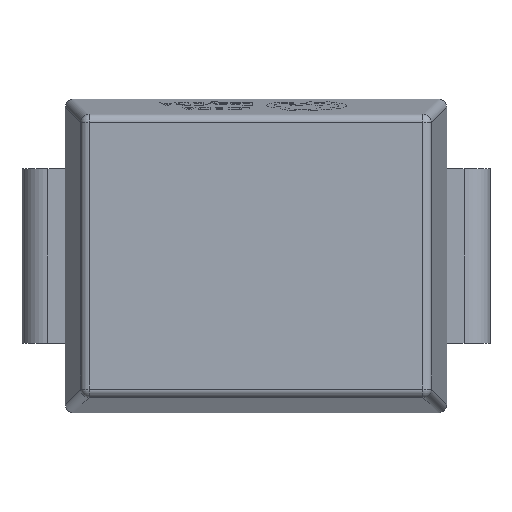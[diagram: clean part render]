
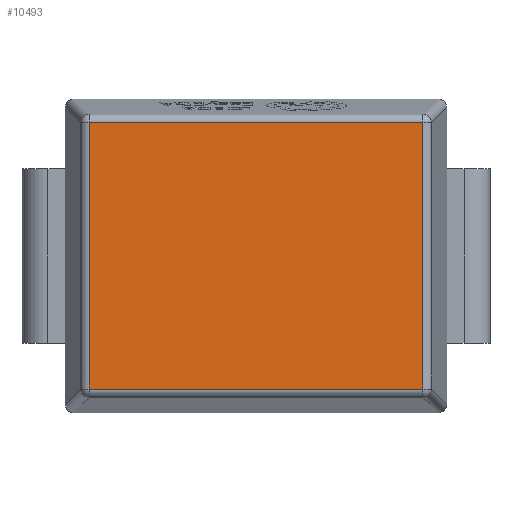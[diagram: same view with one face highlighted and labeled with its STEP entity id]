
A CAD part, top view. The second image highlights one B-rep face of the part: STEP entity #10493.
In plain terms, the highlighted planar face has unit normal (0, 0, 1).
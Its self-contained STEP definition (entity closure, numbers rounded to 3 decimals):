
#289 = PLANE ( 'NONE',  #6333 ) ;
#302 = CARTESIAN_POINT ( 'NONE',  ( -1.927, -1.62, 1.075 ) ) ;
#1130 = DIRECTION ( 'NONE',  ( 0., 1., 0. ) ) ;
#2144 = ORIENTED_EDGE ( 'NONE', *, *, #3726, .T. ) ;
#2307 = DIRECTION ( 'NONE',  ( 0., -1., 0. ) ) ;
#3455 = CARTESIAN_POINT ( 'NONE',  ( 0., 0., 1.075 ) ) ;
#3726 = EDGE_CURVE ( 'NONE', #10037, #9507, #4239, .T. ) ;
#3774 = ORIENTED_EDGE ( 'NONE', *, *, #4977, .T. ) ;
#4097 = CARTESIAN_POINT ( 'NONE',  ( 1.927, 1.62, 1.075 ) ) ;
#4239 = LINE ( 'NONE', #4097, #9585 ) ;
#4420 = DIRECTION ( 'NONE',  ( 0., 0., 1. ) ) ;
#4493 = LINE ( 'NONE', #6528, #13273 ) ;
#4977 = EDGE_CURVE ( 'NONE', #9507, #6420, #10688, .T. ) ;
#5124 = CARTESIAN_POINT ( 'NONE',  ( 1.927, 1.537, 1.075 ) ) ;
#5330 = DIRECTION ( 'NONE',  ( 1., 0., 0. ) ) ;
#5484 = LINE ( 'NONE', #302, #9151 ) ;
#5613 = CARTESIAN_POINT ( 'NONE',  ( -1.927, -1.537, 1.075 ) ) ;
#6333 = AXIS2_PLACEMENT_3D ( 'NONE', #3455, #4420, #5330 ) ;
#6420 = VERTEX_POINT ( 'NONE', #12578 ) ;
#6528 = CARTESIAN_POINT ( 'NONE',  ( 2.01, -1.537, 1.075 ) ) ;
#7604 = FACE_OUTER_BOUND ( 'NONE', #12212, .T. ) ;
#7822 = DIRECTION ( 'NONE',  ( 1., 0., 0. ) ) ;
#9151 = VECTOR ( 'NONE', #2307, 1000. ) ;
#9507 = VERTEX_POINT ( 'NONE', #5124 ) ;
#9585 = VECTOR ( 'NONE', #1130, 1000. ) ;
#9803 = CARTESIAN_POINT ( 'NONE',  ( -2.01, 1.537, 1.075 ) ) ;
#10037 = VERTEX_POINT ( 'NONE', #12207 ) ;
#10384 = EDGE_CURVE ( 'NONE', #6420, #11516, #5484, .T. ) ;
#10493 = ADVANCED_FACE ( 'NONE', ( #7604 ), #289, .T. ) ;
#10688 = LINE ( 'NONE', #9803, #12108 ) ;
#10748 = DIRECTION ( 'NONE',  ( -1., 0., 0. ) ) ;
#11135 = EDGE_CURVE ( 'NONE', #11516, #10037, #4493, .T. ) ;
#11516 = VERTEX_POINT ( 'NONE', #5613 ) ;
#11975 = ORIENTED_EDGE ( 'NONE', *, *, #11135, .T. ) ;
#12108 = VECTOR ( 'NONE', #10748, 1000. ) ;
#12207 = CARTESIAN_POINT ( 'NONE',  ( 1.927, -1.537, 1.075 ) ) ;
#12212 = EDGE_LOOP ( 'NONE', ( #3774, #12360, #11975, #2144 ) ) ;
#12360 = ORIENTED_EDGE ( 'NONE', *, *, #10384, .T. ) ;
#12578 = CARTESIAN_POINT ( 'NONE',  ( -1.927, 1.537, 1.075 ) ) ;
#13273 = VECTOR ( 'NONE', #7822, 1000. ) ;
